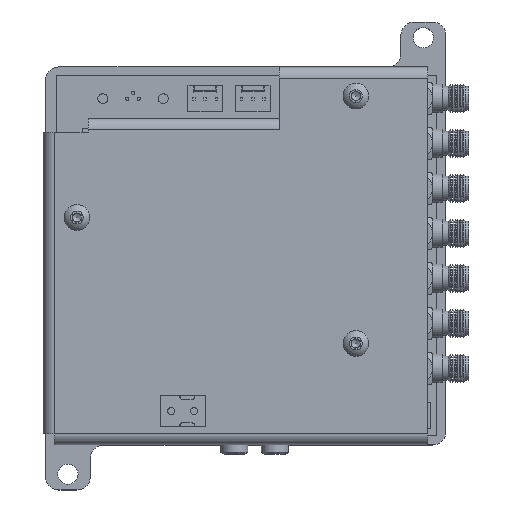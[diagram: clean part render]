
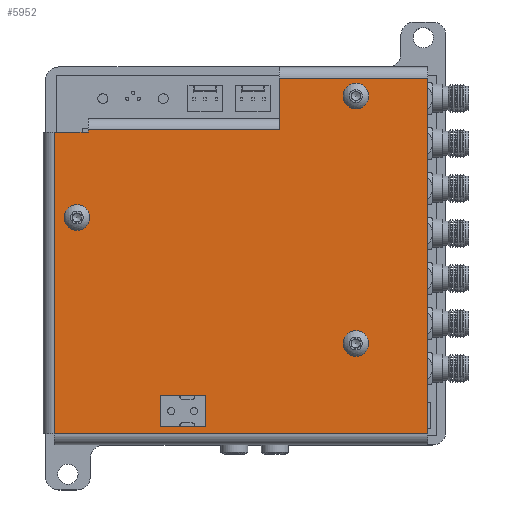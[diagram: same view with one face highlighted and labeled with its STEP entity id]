
A CAD part, top view. The second image highlights one B-rep face of the part: STEP entity #5952.
In plain terms, the highlighted planar face has unit normal (0, 0, 1).
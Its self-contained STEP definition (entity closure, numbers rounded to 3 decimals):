
#33 = FACE_BOUND ( 'NONE', #3029, .T. ) ;
#171 = LINE ( 'NONE', #7419, #17152 ) ;
#231 = VERTEX_POINT ( 'NONE', #3131 ) ;
#772 = CARTESIAN_POINT ( 'NONE',  ( -42.5, -39.5, 26.522 ) ) ;
#825 = EDGE_CURVE ( 'NONE', #8814, #8814, #13395, .T. ) ;
#1048 = ORIENTED_EDGE ( 'NONE', *, *, #16548, .T. ) ;
#1133 = EDGE_LOOP ( 'NONE', ( #10608, #6331, #9149, #21627, #13696, #9693, #4994, #7989 ) ) ;
#1365 = VERTEX_POINT ( 'NONE', #11602 ) ;
#1418 = EDGE_CURVE ( 'NONE', #10363, #11363, #19054, .T. ) ;
#1530 = CARTESIAN_POINT ( 'NONE',  ( 24.5, 35.5, 26.522 ) ) ;
#1554 = EDGE_LOOP ( 'NONE', ( #4077, #2637, #1048, #23259 ) ) ;
#1827 = VERTEX_POINT ( 'NONE', #4093 ) ;
#2269 = CARTESIAN_POINT ( 'NONE',  ( -42.5, -42., 26.522 ) ) ;
#2354 = DIRECTION ( 'NONE',  ( 1., 0., 0. ) ) ;
#2400 = DIRECTION ( 'NONE',  ( 1., 0., 0. ) ) ;
#2637 = ORIENTED_EDGE ( 'NONE', *, *, #4332, .T. ) ;
#2776 = DIRECTION ( 'NONE',  ( 0., 1., 0. ) ) ;
#3029 = EDGE_LOOP ( 'NONE', ( #5131 ) ) ;
#3131 = CARTESIAN_POINT ( 'NONE',  ( -19., -38., 26.522 ) ) ;
#3293 = LINE ( 'NONE', #10777, #6226 ) ;
#3361 = VERTEX_POINT ( 'NONE', #22114 ) ;
#3965 = CARTESIAN_POINT ( 'NONE',  ( 40.5, -42., 26.522 ) ) ;
#4077 = ORIENTED_EDGE ( 'NONE', *, *, #6075, .F. ) ;
#4093 = CARTESIAN_POINT ( 'NONE',  ( -8.9, -31., 26.522 ) ) ;
#4135 = CARTESIAN_POINT ( 'NONE',  ( -37.5, 8.5, 26.522 ) ) ;
#4146 = DIRECTION ( 'NONE',  ( 0., 0., 1. ) ) ;
#4280 = VERTEX_POINT ( 'NONE', #11116 ) ;
#4332 = EDGE_CURVE ( 'NONE', #231, #17754, #15142, .T. ) ;
#4406 = AXIS2_PLACEMENT_3D ( 'NONE', #4135, #20799, #2400 ) ;
#4483 = CARTESIAN_POINT ( 'NONE',  ( -35.75, 8.5, 26.522 ) ) ;
#4498 = ORIENTED_EDGE ( 'NONE', *, *, #8497, .F. ) ;
#4558 = VECTOR ( 'NONE', #16849, 1000. ) ;
#4891 = VERTEX_POINT ( 'NONE', #16284 ) ;
#4994 = ORIENTED_EDGE ( 'NONE', *, *, #14460, .F. ) ;
#5053 = DIRECTION ( 'NONE',  ( 1., 0., 0. ) ) ;
#5131 = ORIENTED_EDGE ( 'NONE', *, *, #10109, .F. ) ;
#5569 = VECTOR ( 'NONE', #2776, 1000. ) ;
#5806 = FACE_OUTER_BOUND ( 'NONE', #1133, .T. ) ;
#5952 = ADVANCED_FACE ( 'NONE', ( #5806, #20748, #9842, #19143, #33 ), #9371, .T. ) ;
#6075 = EDGE_CURVE ( 'NONE', #231, #1365, #9962, .T. ) ;
#6226 = VECTOR ( 'NONE', #18230, 1000. ) ;
#6282 = CARTESIAN_POINT ( 'NONE',  ( 40.5, -42., 26.522 ) ) ;
#6331 = ORIENTED_EDGE ( 'NONE', *, *, #1418, .F. ) ;
#6405 = CARTESIAN_POINT ( 'NONE',  ( -19., -38., 26.522 ) ) ;
#6585 = LINE ( 'NONE', #17468, #5569 ) ;
#7039 = EDGE_CURVE ( 'NONE', #23131, #7568, #15702, .T. ) ;
#7141 = AXIS2_PLACEMENT_3D ( 'NONE', #13474, #4146, #15297 ) ;
#7419 = CARTESIAN_POINT ( 'NONE',  ( -8.9, -38., 26.522 ) ) ;
#7430 = DIRECTION ( 'NONE',  ( 0., 0., 1. ) ) ;
#7568 = VERTEX_POINT ( 'NONE', #23280 ) ;
#7989 = ORIENTED_EDGE ( 'NONE', *, *, #22893, .F. ) ;
#8101 = DIRECTION ( 'NONE',  ( -1., 0., 0. ) ) ;
#8323 = CIRCLE ( 'NONE', #4406, 1.75 ) ;
#8497 = EDGE_CURVE ( 'NONE', #17693, #17693, #8323, .T. ) ;
#8545 = DIRECTION ( 'NONE',  ( 1., 0., 0. ) ) ;
#8814 = VERTEX_POINT ( 'NONE', #16143 ) ;
#8870 = EDGE_LOOP ( 'NONE', ( #4498 ) ) ;
#9029 = DIRECTION ( 'NONE',  ( 1., 0., 0. ) ) ;
#9149 = ORIENTED_EDGE ( 'NONE', *, *, #23265, .F. ) ;
#9371 = PLANE ( 'NONE',  #19358 ) ;
#9693 = ORIENTED_EDGE ( 'NONE', *, *, #14330, .F. ) ;
#9842 = FACE_BOUND ( 'NONE', #8870, .T. ) ;
#9956 = CARTESIAN_POINT ( 'NONE',  ( 7.5, 28., 26.522 ) ) ;
#9962 = LINE ( 'NONE', #17790, #23681 ) ;
#10109 = EDGE_CURVE ( 'NONE', #3361, #3361, #17274, .T. ) ;
#10363 = VERTEX_POINT ( 'NONE', #772 ) ;
#10507 = CARTESIAN_POINT ( 'NONE',  ( 40.5, -39.5, 26.522 ) ) ;
#10608 = ORIENTED_EDGE ( 'NONE', *, *, #16083, .T. ) ;
#10720 = VERTEX_POINT ( 'NONE', #9956 ) ;
#10777 = CARTESIAN_POINT ( 'NONE',  ( -35., 39.5, 26.522 ) ) ;
#11116 = CARTESIAN_POINT ( 'NONE',  ( -35., 28., 26.522 ) ) ;
#11363 = VERTEX_POINT ( 'NONE', #13110 ) ;
#11602 = CARTESIAN_POINT ( 'NONE',  ( -8.9, -38., 26.522 ) ) ;
#11787 = LINE ( 'NONE', #15819, #22754 ) ;
#12086 = VECTOR ( 'NONE', #5053, 1000. ) ;
#13110 = CARTESIAN_POINT ( 'NONE',  ( -42.5, 27.5, 26.522 ) ) ;
#13269 = DIRECTION ( 'NONE',  ( -1., 0., 0. ) ) ;
#13395 = CIRCLE ( 'NONE', #7141, 1.75 ) ;
#13474 = CARTESIAN_POINT ( 'NONE',  ( 24.5, -19.5, 26.522 ) ) ;
#13696 = ORIENTED_EDGE ( 'NONE', *, *, #19547, .T. ) ;
#13990 = CARTESIAN_POINT ( 'NONE',  ( -35., 27.5, 26.522 ) ) ;
#14330 = EDGE_CURVE ( 'NONE', #10720, #4891, #6585, .T. ) ;
#14460 = EDGE_CURVE ( 'NONE', #4280, #10720, #23729, .T. ) ;
#14564 = AXIS2_PLACEMENT_3D ( 'NONE', #1530, #7430, #9029 ) ;
#15142 = LINE ( 'NONE', #6405, #4558 ) ;
#15244 = DIRECTION ( 'NONE',  ( 0., 1., 0. ) ) ;
#15297 = DIRECTION ( 'NONE',  ( 1., 0., 0. ) ) ;
#15702 = LINE ( 'NONE', #6282, #23223 ) ;
#15819 = CARTESIAN_POINT ( 'NONE',  ( -35., 27.5, 26.522 ) ) ;
#15948 = CARTESIAN_POINT ( 'NONE',  ( -19., -31., 26.522 ) ) ;
#16083 = EDGE_CURVE ( 'NONE', #24072, #11363, #11787, .T. ) ;
#16143 = CARTESIAN_POINT ( 'NONE',  ( 26.25, -19.5, 26.522 ) ) ;
#16284 = CARTESIAN_POINT ( 'NONE',  ( 7.5, 39.5, 26.522 ) ) ;
#16527 = VECTOR ( 'NONE', #8545, 1000. ) ;
#16548 = EDGE_CURVE ( 'NONE', #17754, #1827, #23305, .T. ) ;
#16823 = DIRECTION ( 'NONE',  ( 0., 0., 1. ) ) ;
#16849 = DIRECTION ( 'NONE',  ( 0., 1., 0. ) ) ;
#17043 = LINE ( 'NONE', #17272, #18474 ) ;
#17152 = VECTOR ( 'NONE', #15244, 1000. ) ;
#17213 = DIRECTION ( 'NONE',  ( 0., 1., 0. ) ) ;
#17272 = CARTESIAN_POINT ( 'NONE',  ( 40.5, 39.5, 26.522 ) ) ;
#17274 = CIRCLE ( 'NONE', #14564, 1.75 ) ;
#17351 = CARTESIAN_POINT ( 'NONE',  ( 40.5, -39.5, 26.522 ) ) ;
#17417 = DIRECTION ( 'NONE',  ( 1., 0., 0. ) ) ;
#17468 = CARTESIAN_POINT ( 'NONE',  ( 7.5, 28., 26.522 ) ) ;
#17524 = EDGE_CURVE ( 'NONE', #1365, #1827, #171, .T. ) ;
#17693 = VERTEX_POINT ( 'NONE', #4483 ) ;
#17754 = VERTEX_POINT ( 'NONE', #23077 ) ;
#17790 = CARTESIAN_POINT ( 'NONE',  ( -19., -38., 26.522 ) ) ;
#18230 = DIRECTION ( 'NONE',  ( 0., 1., 0. ) ) ;
#18474 = VECTOR ( 'NONE', #13269, 1000. ) ;
#18759 = VECTOR ( 'NONE', #19681, 1000. ) ;
#19054 = LINE ( 'NONE', #2269, #24205 ) ;
#19143 = FACE_BOUND ( 'NONE', #21023, .T. ) ;
#19358 = AXIS2_PLACEMENT_3D ( 'NONE', #3965, #16823, #2354 ) ;
#19547 = EDGE_CURVE ( 'NONE', #7568, #4891, #17043, .T. ) ;
#19681 = DIRECTION ( 'NONE',  ( -1., 0., 0. ) ) ;
#20748 = FACE_BOUND ( 'NONE', #1554, .T. ) ;
#20799 = DIRECTION ( 'NONE',  ( 0., 0., 1. ) ) ;
#21023 = EDGE_LOOP ( 'NONE', ( #24034 ) ) ;
#21627 = ORIENTED_EDGE ( 'NONE', *, *, #7039, .T. ) ;
#22114 = CARTESIAN_POINT ( 'NONE',  ( 26.25, 35.5, 26.522 ) ) ;
#22754 = VECTOR ( 'NONE', #8101, 1000. ) ;
#22893 = EDGE_CURVE ( 'NONE', #24072, #4280, #3293, .T. ) ;
#23077 = CARTESIAN_POINT ( 'NONE',  ( -19., -31., 26.522 ) ) ;
#23131 = VERTEX_POINT ( 'NONE', #17351 ) ;
#23183 = DIRECTION ( 'NONE',  ( 0., 1., 0. ) ) ;
#23223 = VECTOR ( 'NONE', #23183, 1000. ) ;
#23243 = LINE ( 'NONE', #10507, #18759 ) ;
#23259 = ORIENTED_EDGE ( 'NONE', *, *, #17524, .F. ) ;
#23265 = EDGE_CURVE ( 'NONE', #23131, #10363, #23243, .T. ) ;
#23280 = CARTESIAN_POINT ( 'NONE',  ( 40.5, 39.5, 26.522 ) ) ;
#23305 = LINE ( 'NONE', #15948, #12086 ) ;
#23681 = VECTOR ( 'NONE', #17417, 1000. ) ;
#23729 = LINE ( 'NONE', #23973, #16527 ) ;
#23973 = CARTESIAN_POINT ( 'NONE',  ( -42.5, 28., 26.522 ) ) ;
#24034 = ORIENTED_EDGE ( 'NONE', *, *, #825, .F. ) ;
#24072 = VERTEX_POINT ( 'NONE', #13990 ) ;
#24205 = VECTOR ( 'NONE', #17213, 1000. ) ;
